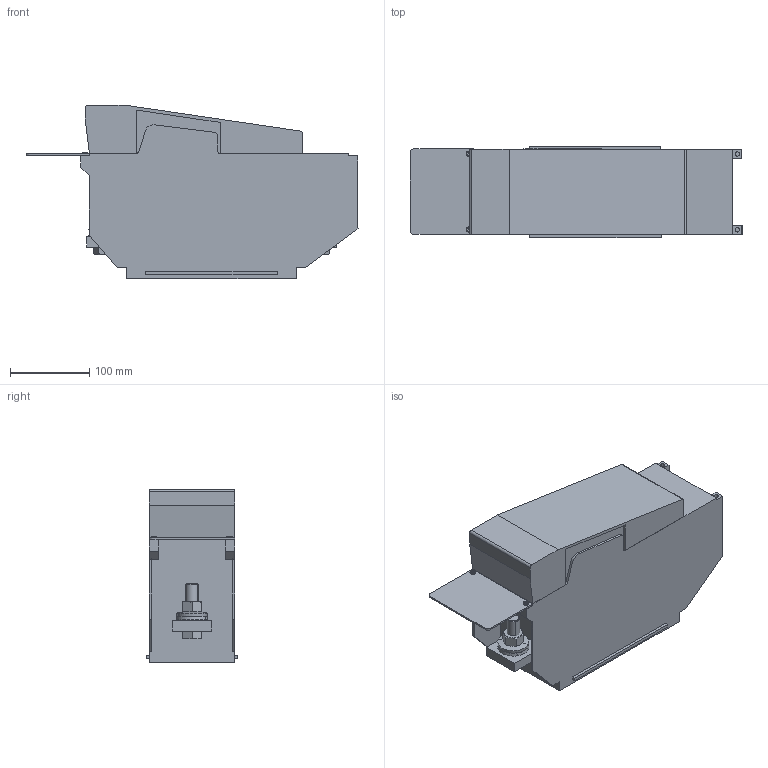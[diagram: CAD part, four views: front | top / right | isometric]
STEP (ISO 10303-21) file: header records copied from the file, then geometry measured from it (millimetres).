
FILE_DESCRIPTION(('CATIA V5 STEP'),'2;1');
FILE_NAME('T4911004_L_NH_Sicherungslasttrenner_LTL4a-1x_9_1250.stp','2017-02-22T13:58:59+00:00',('none'),('Jean Müller GmbH'),'CATIA Version 5 Release 19 SP 9 (IN-10)','CATIA V5 STEP AP214','none');
FILE_SCHEMA(('AUTOMOTIVE_DESIGN { 1 0 10303 214 1 1 1 1 }'));
Length unit declared in the file: millimetre
Products named in the file (9): T4911004_L_NH-Sicherungslasttrenner LTL4a-1x/9/1250; 84880_Handschutz komplett ; 60523_Sond. Zylinderschraube; 41089_Sicherungsscheibe; 41309_Handschutz LTL4a; T4911004_L03_NH-Sicherungslasttrenner LTL4a-1x/9/1250; 65798_Sechskantschraube M16x60; 66119_Sechskantmutter M16; 66907_Spannscheibe DIN6796_16
Assembly tree (15 placements, depth 3):
  T4911004_L_NH-Sicherungslasttrenner LTL4a-1x/9/1250
    84880_Handschutz komplett 
      60523_Sond. Zylinderschraube  x2
      41089_Sicherungsscheibe  x2
      41309_Handschutz LTL4a
    T4911004_L03_NH-Sicherungslasttrenner LTL4a-1x/9/1250
    65798_Sechskantschraube M16x60  x2
    66119_Sechskantmutter M16  x2
    66907_Spannscheibe DIN6796_16  x4
Bounding box: 419 x 116 x 219 mm (x, y, z)
Volume: 3637946.5 mm3; surface area: 436906.7 mm2
Topology: 14 solids, 14 shells, 298 faces, 728 edges, 460 vertices
Faces by surface type: plane 156, cone 76, cylinder 58, torus 8
Entity records: 7144 total; most frequent: CARTESIAN_POINT 1350, ORIENTED_EDGE 1080, DIRECTION 812, EDGE_CURVE 540, VECTOR 354, LINE 354, VERTEX_POINT 348, AXIS2_PLACEMENT_3D 300
